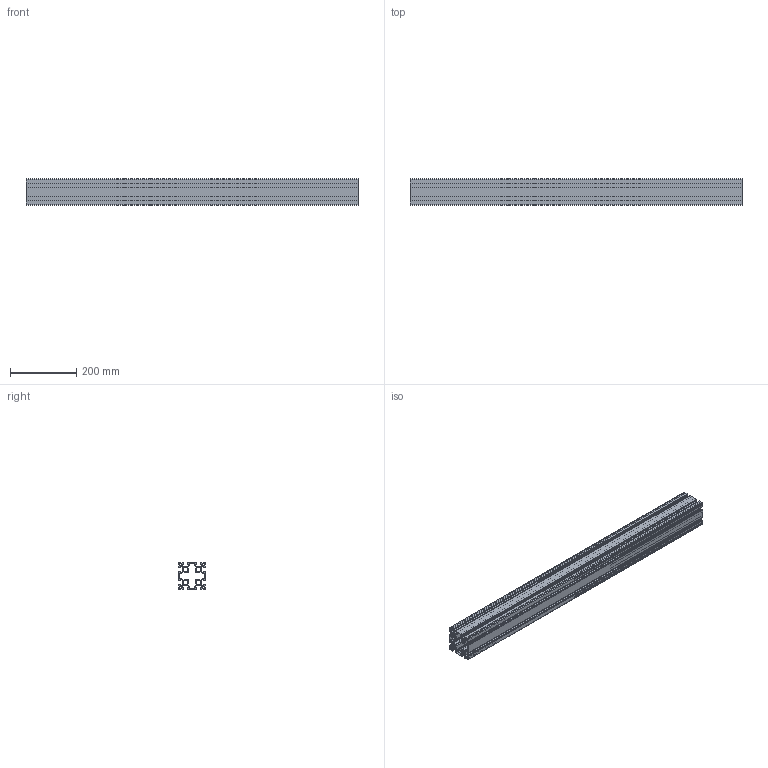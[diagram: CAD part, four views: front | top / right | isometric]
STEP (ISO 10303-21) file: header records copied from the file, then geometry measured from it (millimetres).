
FILE_DESCRIPTION (( 'STEP AP214' ), '1' );
FILE_NAME ('1.0808.8.SPSSPC.STEP', '2025-06-11T14:56:16', ( '' ), ( '' ), 'SwSTEP 2.0', 'SolidWorks 2023', '' );
FILE_SCHEMA (( 'AUTOMOTIVE_DESIGN' ));
Length unit declared in the file: millimetre
Products named in the file (1): 1.0808.8.SPSSPC
Bounding box: 1000 x 80 x 80 mm (x, y, z)
Volume: 1526147.6 mm3; surface area: 1338388.6 mm2
Topology: 1 solids, 1 shells, 502 faces, 1500 edges, 1000 vertices
Faces by surface type: plane 370, cylinder 132
Entity records: 16847 total; most frequent: CARTESIAN_POINT 3003, ORIENTED_EDGE 3000, DIRECTION 2770, EDGE_CURVE 1500, VECTOR 1236, LINE 1236, VERTEX_POINT 1000, AXIS2_PLACEMENT_3D 767
